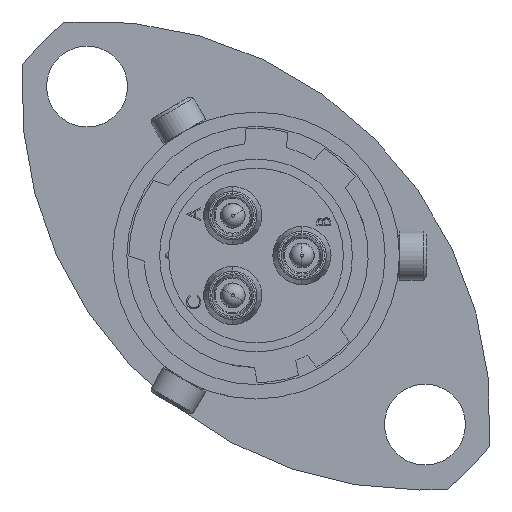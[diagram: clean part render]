
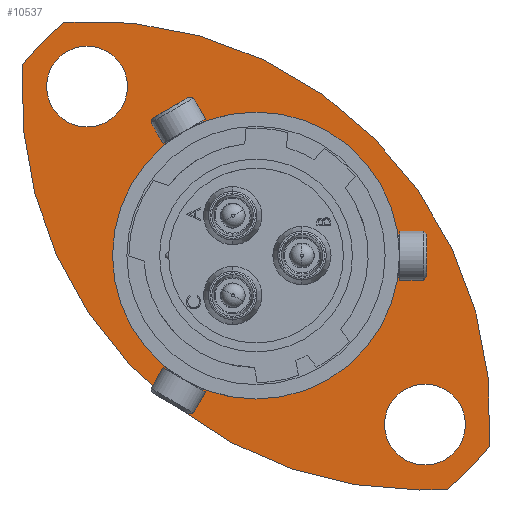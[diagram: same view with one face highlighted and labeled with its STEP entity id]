
A CAD part, left-side view. The second image highlights one B-rep face of the part: STEP entity #10537.
In plain terms, the highlighted planar face has unit normal (-1, 0, 0).
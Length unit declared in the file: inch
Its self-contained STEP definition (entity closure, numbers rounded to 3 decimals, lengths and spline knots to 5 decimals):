
#14 = CARTESIAN_POINT ( 'NONE',  ( 0.44331, 0.27559, 0.27559 ) ) ;
#319 = CARTESIAN_POINT ( 'NONE',  ( 0.44331, -0.38083, -0.3117 ) ) ;
#571 = VERTEX_POINT ( 'NONE', #9748 ) ;
#662 = CIRCLE ( 'NONE', #25830, 0.64961 ) ;
#1107 = CARTESIAN_POINT ( 'NONE',  ( 0.44331, -0.26725, 0.26725 ) ) ;
#1667 = CARTESIAN_POINT ( 'NONE',  ( 0.44331, 0.27559, 0.20965 ) ) ;
#1728 = AXIS2_PLACEMENT_3D ( 'NONE', #5454, #5566, #5146 ) ;
#1871 = EDGE_CURVE ( 'NONE', #23238, #21924, #12224, .T. ) ;
#2729 = PLANE ( 'NONE',  #8579 ) ;
#2885 = VERTEX_POINT ( 'NONE', #4989 ) ;
#2955 = DIRECTION ( 'NONE',  ( 0., 0., -1. ) ) ;
#3196 = DIRECTION ( 'NONE',  ( 0., 0., -1. ) ) ;
#3205 = CIRCLE ( 'NONE', #16685, 0.49213 ) ;
#3327 = AXIS2_PLACEMENT_3D ( 'NONE', #5300, #4969, #2955 ) ;
#3748 = DIRECTION ( 'NONE',  ( -1., 0., 0. ) ) ;
#4152 = CARTESIAN_POINT ( 'NONE',  ( 0.44331, 0.3117, 0.38083 ) ) ;
#4181 = CIRCLE ( 'NONE', #9151, 0.23406 ) ;
#4397 = CARTESIAN_POINT ( 'NONE',  ( 0.44331, 0., 0. ) ) ;
#4518 = EDGE_CURVE ( 'NONE', #7486, #571, #10128, .T. ) ;
#4932 = CARTESIAN_POINT ( 'NONE',  ( 0.44331, 0.23406, 0. ) ) ;
#4969 = DIRECTION ( 'NONE',  ( 1., 0., 0. ) ) ;
#4989 = CARTESIAN_POINT ( 'NONE',  ( 0.44331, -0.27559, -0.20965 ) ) ;
#5146 = DIRECTION ( 'NONE',  ( 0., 0., -1. ) ) ;
#5156 = EDGE_LOOP ( 'NONE', ( #9262, #23728 ) ) ;
#5300 = CARTESIAN_POINT ( 'NONE',  ( 0.44331, 0.26725, -0.26725 ) ) ;
#5429 = EDGE_CURVE ( 'NONE', #24996, #2885, #20439, .T. ) ;
#5454 = CARTESIAN_POINT ( 'NONE',  ( 0.44331, -0.27559, -0.27559 ) ) ;
#5566 = DIRECTION ( 'NONE',  ( 1., 0., 0. ) ) ;
#5760 = ORIENTED_EDGE ( 'NONE', *, *, #6714, .F. ) ;
#5868 = AXIS2_PLACEMENT_3D ( 'NONE', #20362, #7950, #22423 ) ;
#6551 = DIRECTION ( 'NONE',  ( 0., 0., 1. ) ) ;
#6697 = EDGE_LOOP ( 'NONE', ( #18467, #10154 ) ) ;
#6714 = EDGE_CURVE ( 'NONE', #23901, #25235, #14683, .T. ) ;
#6830 = EDGE_LOOP ( 'NONE', ( #24937, #15914 ) ) ;
#6903 = CARTESIAN_POINT ( 'NONE',  ( 0.44331, -0.26725, 0.26725 ) ) ;
#7072 = DIRECTION ( 'NONE',  ( 0., 0., -1. ) ) ;
#7486 = VERTEX_POINT ( 'NONE', #8032 ) ;
#7671 = AXIS2_PLACEMENT_3D ( 'NONE', #6903, #8771, #10342 ) ;
#7744 = CIRCLE ( 'NONE', #22611, 0.06594 ) ;
#7950 = DIRECTION ( 'NONE',  ( 1., 0., 0. ) ) ;
#7955 = EDGE_CURVE ( 'NONE', #10018, #11270, #16215, .T. ) ;
#8032 = CARTESIAN_POINT ( 'NONE',  ( 0.44331, -0.26725, -0.38235 ) ) ;
#8579 = AXIS2_PLACEMENT_3D ( 'NONE', #4932, #19437, #7072 ) ;
#8590 = CARTESIAN_POINT ( 'NONE',  ( 0.44331, -0.27559, -0.27559 ) ) ;
#8771 = DIRECTION ( 'NONE',  ( 1., 0., 0. ) ) ;
#8955 = FACE_BOUND ( 'NONE', #6697, .T. ) ;
#9151 = AXIS2_PLACEMENT_3D ( 'NONE', #23983, #11600, #26053 ) ;
#9171 = DIRECTION ( 'NONE',  ( -1., 0., 0. ) ) ;
#9262 = ORIENTED_EDGE ( 'NONE', *, *, #5429, .T. ) ;
#9748 = CARTESIAN_POINT ( 'NONE',  ( 0.44331, 0.38083, 0.3117 ) ) ;
#10018 = VERTEX_POINT ( 'NONE', #11924 ) ;
#10128 = CIRCLE ( 'NONE', #7671, 0.64961 ) ;
#10154 = ORIENTED_EDGE ( 'NONE', *, *, #7955, .F. ) ;
#10342 = DIRECTION ( 'NONE',  ( 0., 0., -1. ) ) ;
#10537 = ADVANCED_FACE ( 'NONE', ( #14466, #24777, #8955, #19319 ), #2729, .F. ) ;
#10606 = ORIENTED_EDGE ( 'NONE', *, *, #26485, .T. ) ;
#10698 = DIRECTION ( 'NONE',  ( 0., 0., -1. ) ) ;
#11263 = ORIENTED_EDGE ( 'NONE', *, *, #18842, .T. ) ;
#11270 = VERTEX_POINT ( 'NONE', #22645 ) ;
#11600 = DIRECTION ( 'NONE',  ( -1., 0., 0. ) ) ;
#11636 = AXIS2_PLACEMENT_3D ( 'NONE', #16189, #3748, #18299 ) ;
#11924 = CARTESIAN_POINT ( 'NONE',  ( 0.44331, 0., -0.23406 ) ) ;
#12224 = CIRCLE ( 'NONE', #23488, 0.06594 ) ;
#12335 = DIRECTION ( 'NONE',  ( 0., 0., 1. ) ) ;
#12413 = CARTESIAN_POINT ( 'NONE',  ( 0.44331, -0.3117, -0.38083 ) ) ;
#12732 = ORIENTED_EDGE ( 'NONE', *, *, #24724, .F. ) ;
#12747 = DIRECTION ( 'NONE',  ( 1., 0., 0. ) ) ;
#12786 = CARTESIAN_POINT ( 'NONE',  ( 0.44331, 0., 0. ) ) ;
#13522 = EDGE_CURVE ( 'NONE', #2885, #24996, #7744, .T. ) ;
#13647 = ORIENTED_EDGE ( 'NONE', *, *, #4518, .F. ) ;
#14466 = FACE_BOUND ( 'NONE', #5156, .T. ) ;
#14683 = CIRCLE ( 'NONE', #3327, 0.64961 ) ;
#15653 = DIRECTION ( 'NONE',  ( 1., 0., 0. ) ) ;
#15914 = ORIENTED_EDGE ( 'NONE', *, *, #1871, .T. ) ;
#16189 = CARTESIAN_POINT ( 'NONE',  ( 0.44331, 0., 0. ) ) ;
#16215 = CIRCLE ( 'NONE', #25253, 0.23406 ) ;
#16617 = CIRCLE ( 'NONE', #11636, 0.49213 ) ;
#16685 = AXIS2_PLACEMENT_3D ( 'NONE', #4397, #18918, #6551 ) ;
#17305 = EDGE_CURVE ( 'NONE', #21924, #23238, #22893, .T. ) ;
#17404 = VERTEX_POINT ( 'NONE', #12413 ) ;
#17835 = EDGE_LOOP ( 'NONE', ( #5760, #10606, #13647, #12732, #11263 ) ) ;
#18299 = DIRECTION ( 'NONE',  ( 0., 0., 1. ) ) ;
#18467 = ORIENTED_EDGE ( 'NONE', *, *, #21630, .F. ) ;
#18842 = EDGE_CURVE ( 'NONE', #17404, #25235, #16617, .T. ) ;
#18918 = DIRECTION ( 'NONE',  ( -1., 0., 0. ) ) ;
#19319 = FACE_OUTER_BOUND ( 'NONE', #17835, .T. ) ;
#19437 = DIRECTION ( 'NONE',  ( 1., 0., 0. ) ) ;
#20239 = CARTESIAN_POINT ( 'NONE',  ( 0.44331, 0.27559, 0.34154 ) ) ;
#20362 = CARTESIAN_POINT ( 'NONE',  ( 0.44331, 0.27559, 0.27559 ) ) ;
#20439 = CIRCLE ( 'NONE', #1728, 0.06594 ) ;
#21630 = EDGE_CURVE ( 'NONE', #11270, #10018, #4181, .T. ) ;
#21924 = VERTEX_POINT ( 'NONE', #1667 ) ;
#22423 = DIRECTION ( 'NONE',  ( 0., 0., -1. ) ) ;
#22611 = AXIS2_PLACEMENT_3D ( 'NONE', #8590, #23082, #10698 ) ;
#22645 = CARTESIAN_POINT ( 'NONE',  ( 0.44331, 0., 0.23406 ) ) ;
#22893 = CIRCLE ( 'NONE', #5868, 0.06594 ) ;
#23082 = DIRECTION ( 'NONE',  ( 1., 0., 0. ) ) ;
#23238 = VERTEX_POINT ( 'NONE', #20239 ) ;
#23488 = AXIS2_PLACEMENT_3D ( 'NONE', #14, #12747, #24783 ) ;
#23728 = ORIENTED_EDGE ( 'NONE', *, *, #13522, .T. ) ;
#23901 = VERTEX_POINT ( 'NONE', #4152 ) ;
#23983 = CARTESIAN_POINT ( 'NONE',  ( 0.44331, 0., 0. ) ) ;
#24724 = EDGE_CURVE ( 'NONE', #17404, #7486, #662, .T. ) ;
#24777 = FACE_BOUND ( 'NONE', #6830, .T. ) ;
#24783 = DIRECTION ( 'NONE',  ( 0., 0., -1. ) ) ;
#24937 = ORIENTED_EDGE ( 'NONE', *, *, #17305, .T. ) ;
#24996 = VERTEX_POINT ( 'NONE', #26686 ) ;
#25235 = VERTEX_POINT ( 'NONE', #319 ) ;
#25253 = AXIS2_PLACEMENT_3D ( 'NONE', #12786, #9171, #12335 ) ;
#25830 = AXIS2_PLACEMENT_3D ( 'NONE', #1107, #15653, #3196 ) ;
#26053 = DIRECTION ( 'NONE',  ( 0., 0., 1. ) ) ;
#26485 = EDGE_CURVE ( 'NONE', #23901, #571, #3205, .T. ) ;
#26686 = CARTESIAN_POINT ( 'NONE',  ( 0.44331, -0.27559, -0.34154 ) ) ;
